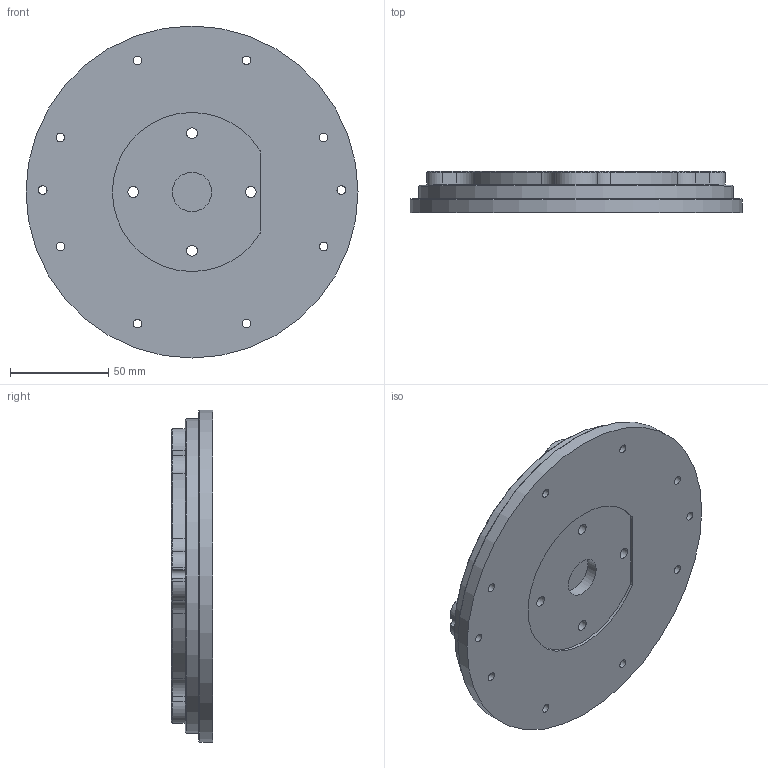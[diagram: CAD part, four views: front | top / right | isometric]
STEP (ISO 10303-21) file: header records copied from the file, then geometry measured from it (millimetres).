
FILE_DESCRIPTION(/* description */ (''),/* implementation_level */ '2;1');
FILE_NAME(/* name */ 'Updated Build Platform.stp',/* time_stamp */ '2025-10-03T15:35:23-04:00',/* author */ ('mumin'),/* organization */ (''),/* preprocessor_version */ 'ST-DEVELOPER v20',/* originating_system */ 'Autodesk Inventor 2025',/* authorisation */ '');
FILE_SCHEMA (('AUTOMOTIVE_DESIGN { 1 0 10303 214 3 1 1 }'));
Length unit declared in the file: millimetre
Products named in the file (1): Updated Build Platform
Bounding box: 169 x 21 x 169 mm (x, y, z)
Volume: 362932.3 mm3; surface area: 58702.7 mm2
Topology: 1 solids, 1 shells, 101 faces, 249 edges, 156 vertices
Faces by surface type: cylinder 42, plane 35, cone 24
Full cylindrical faces by diameter (mm): 4.4 x10, 5.5 x4, 9 x4, 20 x1, 160 x1, 169 x1
Entity records: 3104 total; most frequent: DIRECTION 571, CARTESIAN_POINT 513, ORIENTED_EDGE 498, EDGE_CURVE 249, AXIS2_PLACEMENT_3D 222, VERTEX_POINT 156, EDGE_LOOP 135, LINE 127
